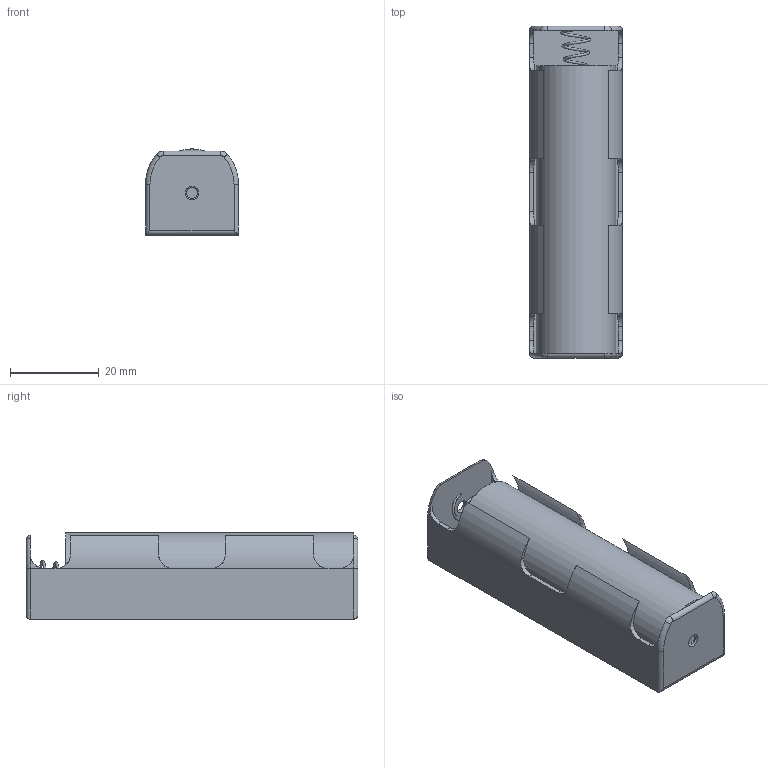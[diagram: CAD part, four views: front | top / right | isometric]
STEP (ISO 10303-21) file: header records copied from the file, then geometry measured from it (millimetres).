
FILE_DESCRIPTION(/* description */ (''),/* implementation_level */ '2;1');
FILE_NAME(/* name */ '18650 Battery Holder v5 v1.step',/* time_stamp */ '2024-09-11T13:48:45+02:00',/* author */ (''),/* organization */ (''),/* preprocessor_version */ 'ST-DEVELOPER v20',/* originating_system */ 'Autodesk Translation Framework v13.14.0.145',/* authorisation */ '');
FILE_SCHEMA (('AUTOMOTIVE_DESIGN { 1 0 10303 214 3 1 1 }'));
Length unit declared in the file: millimetre
Products named in the file (2): 18650 Battery Holder v5; 35v 18650 v3
Assembly tree (1 placements, depth 2):
  18650 Battery Holder v5
    35v 18650 v3
Bounding box: 21 x 75 x 19.5 mm (x, y, z)
Volume: 20788.3 mm3; surface area: 21162.1 mm2
Topology: 5 solids, 5 shells, 88 faces, 192 edges, 117 vertices
Faces by surface type: cylinder 43, plane 35, torus 5, bspline 5
Full cylindrical faces by diameter (mm): 3 x3, 4 x1, 14 x4, 17.98 x2, 18 x1
Entity records: 3306 total; most frequent: CARTESIAN_POINT 1280, DIRECTION 421, ORIENTED_EDGE 384, EDGE_CURVE 192, AXIS2_PLACEMENT_3D 166, VERTEX_POINT 117, EDGE_LOOP 101, LINE 89
